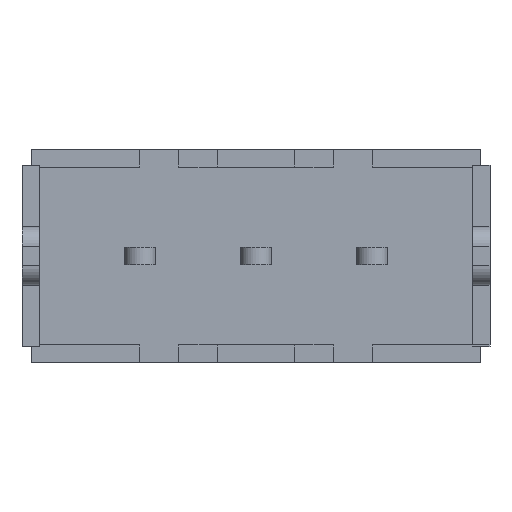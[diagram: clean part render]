
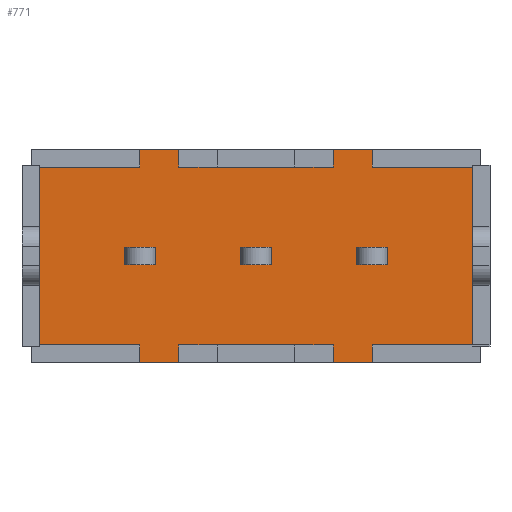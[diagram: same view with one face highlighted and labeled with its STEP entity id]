
A CAD part, front view. The second image highlights one B-rep face of the part: STEP entity #771.
In plain terms, the highlighted planar face has unit normal (0, -1, 0).
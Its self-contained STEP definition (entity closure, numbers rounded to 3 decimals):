
#234=CARTESIAN_POINT('',(2.2,0.,-2.07));
#235=VERTEX_POINT('',#234);
#251=CARTESIAN_POINT('',(3.,0.,-2.07));
#252=VERTEX_POINT('',#251);
#259=CARTESIAN_POINT('',(3.,0.,-2.07));
#260=DIRECTION('',(-1.,0.,0.));
#261=VECTOR('',#260,0.8);
#262=LINE('',#259,#261);
#263=EDGE_CURVE('',#252,#235,#262,.T.);
#284=CARTESIAN_POINT('',(2.2,0.,-2.53));
#285=VERTEX_POINT('',#284);
#292=CARTESIAN_POINT('',(3.,0.,-2.53));
#293=VERTEX_POINT('',#292);
#294=CARTESIAN_POINT('',(2.2,0.,-2.53));
#295=DIRECTION('',(1.,0.,-0.));
#296=VECTOR('',#295,0.8);
#297=LINE('',#294,#296);
#298=EDGE_CURVE('',#285,#293,#297,.T.);
#321=CARTESIAN_POINT('',(2.2,0.,-2.07));
#322=DIRECTION('',(0.,0.,-1.));
#323=VECTOR('',#322,0.46);
#324=LINE('',#321,#323);
#325=EDGE_CURVE('',#235,#285,#324,.T.);
#338=CARTESIAN_POINT('',(8.2,0.,-2.07));
#339=VERTEX_POINT('',#338);
#355=CARTESIAN_POINT('',(9.,0.,-2.07));
#356=VERTEX_POINT('',#355);
#363=CARTESIAN_POINT('',(9.,0.,-2.07));
#364=DIRECTION('',(-1.,0.,0.));
#365=VECTOR('',#364,0.8);
#366=LINE('',#363,#365);
#367=EDGE_CURVE('',#356,#339,#366,.T.);
#388=CARTESIAN_POINT('',(8.2,0.,-2.53));
#389=VERTEX_POINT('',#388);
#396=CARTESIAN_POINT('',(9.,0.,-2.53));
#397=VERTEX_POINT('',#396);
#398=CARTESIAN_POINT('',(8.2,0.,-2.53));
#399=DIRECTION('',(1.,0.,-0.));
#400=VECTOR('',#399,0.8);
#401=LINE('',#398,#400);
#402=EDGE_CURVE('',#389,#397,#401,.T.);
#429=CARTESIAN_POINT('',(6.,0.,-2.07));
#430=VERTEX_POINT('',#429);
#437=CARTESIAN_POINT('',(5.2,0.,-2.07));
#438=VERTEX_POINT('',#437);
#439=CARTESIAN_POINT('',(6.,0.,-2.07));
#440=DIRECTION('',(-1.,0.,0.));
#441=VECTOR('',#440,0.8);
#442=LINE('',#439,#441);
#443=EDGE_CURVE('',#430,#438,#442,.T.);
#461=CARTESIAN_POINT('',(6.,0.,-2.53));
#462=VERTEX_POINT('',#461);
#478=CARTESIAN_POINT('',(5.2,0.,-2.53));
#479=VERTEX_POINT('',#478);
#486=CARTESIAN_POINT('',(5.2,0.,-2.53));
#487=DIRECTION('',(1.,0.,-0.));
#488=VECTOR('',#487,0.8);
#489=LINE('',#486,#488);
#490=EDGE_CURVE('',#479,#462,#489,.T.);
#507=CARTESIAN_POINT('',(9.,0.,-2.53));
#508=DIRECTION('',(0.,0.,1.));
#509=VECTOR('',#508,0.46);
#510=LINE('',#507,#509);
#511=EDGE_CURVE('',#397,#356,#510,.T.);
#529=CARTESIAN_POINT('',(5.2,0.,-2.07));
#530=DIRECTION('',(0.,0.,-1.));
#531=VECTOR('',#530,0.46);
#532=LINE('',#529,#531);
#533=EDGE_CURVE('',#438,#479,#532,.T.);
#539=CARTESIAN_POINT('',(0.,0.,0.));
#540=DIRECTION('',(0.,1.,0.));
#541=DIRECTION('',(0.,0.,1.));
#542=AXIS2_PLACEMENT_3D('',#539,#540,#541);
#543=PLANE('',#542);
#544=ORIENTED_EDGE('',*,*,#443,.F.);
#545=CARTESIAN_POINT('',(6.,0.,-2.53));
#546=DIRECTION('',(0.,0.,1.));
#547=VECTOR('',#546,0.46);
#548=LINE('',#545,#547);
#549=EDGE_CURVE('',#462,#430,#548,.T.);
#550=ORIENTED_EDGE('',*,*,#549,.F.);
#551=ORIENTED_EDGE('',*,*,#490,.F.);
#552=ORIENTED_EDGE('',*,*,#533,.F.);
#553=EDGE_LOOP('',(#544,#550,#551,#552));
#554=FACE_BOUND('',#553,.T.);
#555=CARTESIAN_POINT('',(0.,0.,-4.6));
#556=VERTEX_POINT('',#555);
#557=CARTESIAN_POINT('',(0.,0.,0.));
#558=VERTEX_POINT('',#557);
#559=CARTESIAN_POINT('',(0.,0.,-4.6));
#560=DIRECTION('',(0.,0.,1.));
#561=VECTOR('',#560,4.6);
#562=LINE('',#559,#561);
#563=EDGE_CURVE('',#556,#558,#562,.T.);
#564=ORIENTED_EDGE('',*,*,#563,.F.);
#565=CARTESIAN_POINT('',(2.6,0.,-4.6));
#566=VERTEX_POINT('',#565);
#567=CARTESIAN_POINT('',(2.6,0.,-4.6));
#568=DIRECTION('',(-1.,0.,0.));
#569=VECTOR('',#568,2.6);
#570=LINE('',#567,#569);
#571=EDGE_CURVE('',#566,#556,#570,.T.);
#572=ORIENTED_EDGE('',*,*,#571,.F.);
#573=CARTESIAN_POINT('',(2.6,0.,-5.05));
#574=VERTEX_POINT('',#573);
#575=CARTESIAN_POINT('',(2.6,0.,-5.05));
#576=DIRECTION('',(0.,0.,1.));
#577=VECTOR('',#576,0.45);
#578=LINE('',#575,#577);
#579=EDGE_CURVE('',#574,#566,#578,.T.);
#580=ORIENTED_EDGE('',*,*,#579,.F.);
#581=CARTESIAN_POINT('',(3.6,0.,-5.05));
#582=VERTEX_POINT('',#581);
#583=CARTESIAN_POINT('',(3.6,0.,-5.05));
#584=DIRECTION('',(-1.,0.,0.));
#585=VECTOR('',#584,1.);
#586=LINE('',#583,#585);
#587=EDGE_CURVE('',#582,#574,#586,.T.);
#588=ORIENTED_EDGE('',*,*,#587,.F.);
#589=CARTESIAN_POINT('',(3.6,0.,-4.6));
#590=VERTEX_POINT('',#589);
#591=CARTESIAN_POINT('',(3.6,0.,-5.05));
#592=DIRECTION('',(0.,0.,1.));
#593=VECTOR('',#592,0.45);
#594=LINE('',#591,#593);
#595=EDGE_CURVE('',#582,#590,#594,.T.);
#596=ORIENTED_EDGE('',*,*,#595,.T.);
#597=CARTESIAN_POINT('',(4.6,0.,-4.6));
#598=VERTEX_POINT('',#597);
#599=CARTESIAN_POINT('',(4.6,0.,-4.6));
#600=DIRECTION('',(-1.,0.,0.));
#601=VECTOR('',#600,1.);
#602=LINE('',#599,#601);
#603=EDGE_CURVE('',#598,#590,#602,.T.);
#604=ORIENTED_EDGE('',*,*,#603,.F.);
#605=CARTESIAN_POINT('',(6.6,0.,-4.6));
#606=VERTEX_POINT('',#605);
#607=CARTESIAN_POINT('',(6.6,0.,-4.6));
#608=DIRECTION('',(-1.,0.,0.));
#609=VECTOR('',#608,2.);
#610=LINE('',#607,#609);
#611=EDGE_CURVE('',#606,#598,#610,.T.);
#612=ORIENTED_EDGE('',*,*,#611,.F.);
#613=CARTESIAN_POINT('',(7.6,0.,-4.6));
#614=VERTEX_POINT('',#613);
#615=CARTESIAN_POINT('',(7.6,0.,-4.6));
#616=DIRECTION('',(-1.,0.,0.));
#617=VECTOR('',#616,1.);
#618=LINE('',#615,#617);
#619=EDGE_CURVE('',#614,#606,#618,.T.);
#620=ORIENTED_EDGE('',*,*,#619,.F.);
#621=CARTESIAN_POINT('',(7.6,0.,-5.05));
#622=VERTEX_POINT('',#621);
#623=CARTESIAN_POINT('',(7.6,0.,-5.05));
#624=DIRECTION('',(0.,0.,1.));
#625=VECTOR('',#624,0.45);
#626=LINE('',#623,#625);
#627=EDGE_CURVE('',#622,#614,#626,.T.);
#628=ORIENTED_EDGE('',*,*,#627,.F.);
#629=CARTESIAN_POINT('',(8.6,-0.,-5.05));
#630=VERTEX_POINT('',#629);
#631=CARTESIAN_POINT('',(8.6,-0.,-5.05));
#632=DIRECTION('',(-1.,0.,0.));
#633=VECTOR('',#632,1.);
#634=LINE('',#631,#633);
#635=EDGE_CURVE('',#630,#622,#634,.T.);
#636=ORIENTED_EDGE('',*,*,#635,.F.);
#637=CARTESIAN_POINT('',(8.6,0.,-4.6));
#638=VERTEX_POINT('',#637);
#639=CARTESIAN_POINT('',(8.6,-0.,-5.05));
#640=DIRECTION('',(0.,0.,1.));
#641=VECTOR('',#640,0.45);
#642=LINE('',#639,#641);
#643=EDGE_CURVE('',#630,#638,#642,.T.);
#644=ORIENTED_EDGE('',*,*,#643,.T.);
#645=CARTESIAN_POINT('',(11.2,0.,-4.6));
#646=VERTEX_POINT('',#645);
#647=CARTESIAN_POINT('',(11.2,0.,-4.6));
#648=DIRECTION('',(-1.,0.,0.));
#649=VECTOR('',#648,2.6);
#650=LINE('',#647,#649);
#651=EDGE_CURVE('',#646,#638,#650,.T.);
#652=ORIENTED_EDGE('',*,*,#651,.F.);
#653=CARTESIAN_POINT('',(11.2,0.,0.));
#654=VERTEX_POINT('',#653);
#655=CARTESIAN_POINT('',(11.2,0.,0.));
#656=DIRECTION('',(0.,0.,-1.));
#657=VECTOR('',#656,4.6);
#658=LINE('',#655,#657);
#659=EDGE_CURVE('',#654,#646,#658,.T.);
#660=ORIENTED_EDGE('',*,*,#659,.F.);
#661=CARTESIAN_POINT('',(8.6,0.,0.));
#662=VERTEX_POINT('',#661);
#663=CARTESIAN_POINT('',(8.6,0.,0.));
#664=DIRECTION('',(1.,0.,0.));
#665=VECTOR('',#664,2.6);
#666=LINE('',#663,#665);
#667=EDGE_CURVE('',#662,#654,#666,.T.);
#668=ORIENTED_EDGE('',*,*,#667,.F.);
#669=CARTESIAN_POINT('',(8.6,0.,0.45));
#670=VERTEX_POINT('',#669);
#671=CARTESIAN_POINT('',(8.6,0.,0.45));
#672=DIRECTION('',(0.,0.,-1.));
#673=VECTOR('',#672,0.45);
#674=LINE('',#671,#673);
#675=EDGE_CURVE('',#670,#662,#674,.T.);
#676=ORIENTED_EDGE('',*,*,#675,.F.);
#677=CARTESIAN_POINT('',(7.6,0.,0.45));
#678=VERTEX_POINT('',#677);
#679=CARTESIAN_POINT('',(7.6,0.,0.45));
#680=DIRECTION('',(1.,0.,-0.));
#681=VECTOR('',#680,1.);
#682=LINE('',#679,#681);
#683=EDGE_CURVE('',#678,#670,#682,.T.);
#684=ORIENTED_EDGE('',*,*,#683,.F.);
#685=CARTESIAN_POINT('',(7.6,0.,0.));
#686=VERTEX_POINT('',#685);
#687=CARTESIAN_POINT('',(7.6,0.,0.45));
#688=DIRECTION('',(0.,0.,-1.));
#689=VECTOR('',#688,0.45);
#690=LINE('',#687,#689);
#691=EDGE_CURVE('',#678,#686,#690,.T.);
#692=ORIENTED_EDGE('',*,*,#691,.T.);
#693=CARTESIAN_POINT('',(6.6,0.,0.));
#694=VERTEX_POINT('',#693);
#695=CARTESIAN_POINT('',(6.6,0.,0.));
#696=DIRECTION('',(1.,0.,0.));
#697=VECTOR('',#696,1.);
#698=LINE('',#695,#697);
#699=EDGE_CURVE('',#694,#686,#698,.T.);
#700=ORIENTED_EDGE('',*,*,#699,.F.);
#701=CARTESIAN_POINT('',(4.6,0.,0.));
#702=VERTEX_POINT('',#701);
#703=CARTESIAN_POINT('',(4.6,0.,0.));
#704=DIRECTION('',(1.,0.,0.));
#705=VECTOR('',#704,2.);
#706=LINE('',#703,#705);
#707=EDGE_CURVE('',#702,#694,#706,.T.);
#708=ORIENTED_EDGE('',*,*,#707,.F.);
#709=CARTESIAN_POINT('',(3.6,0.,0.));
#710=VERTEX_POINT('',#709);
#711=CARTESIAN_POINT('',(3.6,0.,0.));
#712=DIRECTION('',(1.,0.,0.));
#713=VECTOR('',#712,1.);
#714=LINE('',#711,#713);
#715=EDGE_CURVE('',#710,#702,#714,.T.);
#716=ORIENTED_EDGE('',*,*,#715,.F.);
#717=CARTESIAN_POINT('',(3.6,0.,0.45));
#718=VERTEX_POINT('',#717);
#719=CARTESIAN_POINT('',(3.6,0.,0.45));
#720=DIRECTION('',(0.,0.,-1.));
#721=VECTOR('',#720,0.45);
#722=LINE('',#719,#721);
#723=EDGE_CURVE('',#718,#710,#722,.T.);
#724=ORIENTED_EDGE('',*,*,#723,.F.);
#725=CARTESIAN_POINT('',(2.6,0.,0.45));
#726=VERTEX_POINT('',#725);
#727=CARTESIAN_POINT('',(2.6,0.,0.45));
#728=DIRECTION('',(1.,0.,-0.));
#729=VECTOR('',#728,1.);
#730=LINE('',#727,#729);
#731=EDGE_CURVE('',#726,#718,#730,.T.);
#732=ORIENTED_EDGE('',*,*,#731,.F.);
#733=CARTESIAN_POINT('',(2.6,0.,0.));
#734=VERTEX_POINT('',#733);
#735=CARTESIAN_POINT('',(2.6,0.,0.45));
#736=DIRECTION('',(0.,0.,-1.));
#737=VECTOR('',#736,0.45);
#738=LINE('',#735,#737);
#739=EDGE_CURVE('',#726,#734,#738,.T.);
#740=ORIENTED_EDGE('',*,*,#739,.T.);
#741=CARTESIAN_POINT('',(0.,0.,0.));
#742=DIRECTION('',(1.,0.,0.));
#743=VECTOR('',#742,2.6);
#744=LINE('',#741,#743);
#745=EDGE_CURVE('',#558,#734,#744,.T.);
#746=ORIENTED_EDGE('',*,*,#745,.F.);
#747=EDGE_LOOP('',(#564,#572,#580,#588,#596,#604,#612,#620,#628,#636,#644,#652,#660,#668,#676,#684,#692,#700,#708,#716,#724,#732,#740,#746));
#748=FACE_BOUND('',#747,.T.);
#749=ORIENTED_EDGE('',*,*,#367,.F.);
#750=ORIENTED_EDGE('',*,*,#511,.F.);
#751=ORIENTED_EDGE('',*,*,#402,.F.);
#752=CARTESIAN_POINT('',(8.2,0.,-2.07));
#753=DIRECTION('',(0.,0.,-1.));
#754=VECTOR('',#753,0.46);
#755=LINE('',#752,#754);
#756=EDGE_CURVE('',#339,#389,#755,.T.);
#757=ORIENTED_EDGE('',*,*,#756,.F.);
#758=EDGE_LOOP('',(#749,#750,#751,#757));
#759=FACE_BOUND('',#758,.T.);
#760=ORIENTED_EDGE('',*,*,#263,.F.);
#761=CARTESIAN_POINT('',(3.,0.,-2.53));
#762=DIRECTION('',(0.,0.,1.));
#763=VECTOR('',#762,0.46);
#764=LINE('',#761,#763);
#765=EDGE_CURVE('',#293,#252,#764,.T.);
#766=ORIENTED_EDGE('',*,*,#765,.F.);
#767=ORIENTED_EDGE('',*,*,#298,.F.);
#768=ORIENTED_EDGE('',*,*,#325,.F.);
#769=EDGE_LOOP('',(#760,#766,#767,#768));
#770=FACE_BOUND('',#769,.T.);
#771=ADVANCED_FACE('',(#554,#748,#759,#770),#543,.F.);
